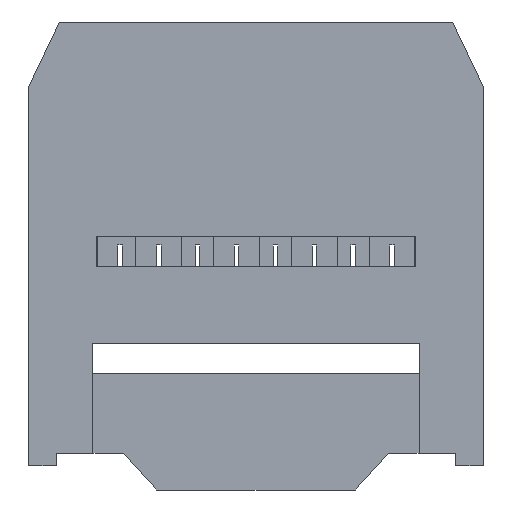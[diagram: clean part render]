
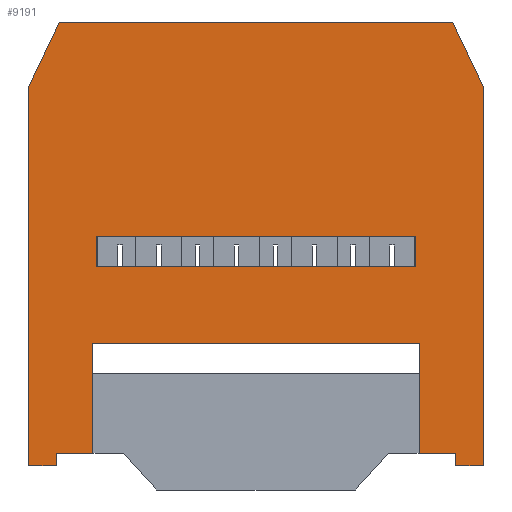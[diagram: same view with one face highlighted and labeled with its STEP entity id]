
A CAD part, front view. The second image highlights one B-rep face of the part: STEP entity #9191.
In plain terms, the highlighted planar face has unit normal (0, -1, 0).
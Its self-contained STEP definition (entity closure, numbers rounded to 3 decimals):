
#1861=DIRECTION('',(0.,0.,-1.));
#1862=VECTOR('',#1861,3.6);
#1863=CARTESIAN_POINT('',(-21.34,-3.,-3.5));
#1864=LINE('',#1863,#1862);
#1865=DIRECTION('',(1.,0.,0.));
#1866=VECTOR('',#1865,10.66);
#1867=CARTESIAN_POINT('',(-32.,-3.,-3.5));
#1868=LINE('',#1867,#1866);
#1869=DIRECTION('',(0.,0.,1.));
#1870=VECTOR('',#1869,3.6);
#1871=CARTESIAN_POINT('',(-32.,-3.,-7.1));
#1872=LINE('',#1871,#1870);
#1873=DIRECTION('',(-0.43,0.,-0.903));
#1874=VECTOR('',#1873,2.326);
#1875=CARTESIAN_POINT('',(-33.1,-3.,7.));
#1876=LINE('',#1875,#1874);
#1877=DIRECTION('',(-0.43,0.,0.903));
#1878=VECTOR('',#1877,2.326);
#1879=CARTESIAN_POINT('',(-19.24,-3.,4.9));
#1880=LINE('',#1879,#1878);
#1881=DIRECTION('',(1.,0.,0.));
#1882=VECTOR('',#1881,10.46);
#1883=CARTESIAN_POINT('',(-31.9,-3.,0.));
#1884=LINE('',#1883,#1882);
#1885=DIRECTION('',(-1.,0.,0.));
#1886=VECTOR('',#1885,10.46);
#1887=CARTESIAN_POINT('',(-21.44,-3.,-1.));
#1888=LINE('',#1887,#1886);
#1893=DIRECTION('',(0.,0.,1.));
#1894=VECTOR('',#1893,12.4);
#1895=CARTESIAN_POINT('',(-19.24,-3.,-7.5));
#1896=LINE('',#1895,#1894);
#1901=DIRECTION('',(-1.,0.,0.));
#1902=VECTOR('',#1901,0.9);
#1903=CARTESIAN_POINT('',(-19.24,-3.,-7.5));
#1904=LINE('',#1903,#1902);
#1913=DIRECTION('',(0.,0.,1.));
#1914=VECTOR('',#1913,0.4);
#1915=CARTESIAN_POINT('',(-20.14,-3.,-7.5));
#1916=LINE('',#1915,#1914);
#1929=DIRECTION('',(-1.,0.,0.));
#1930=VECTOR('',#1929,1.2);
#1931=CARTESIAN_POINT('',(-20.14,-3.,-7.1));
#1932=LINE('',#1931,#1930);
#1977=DIRECTION('',(-1.,0.,0.));
#1978=VECTOR('',#1977,1.2);
#1979=CARTESIAN_POINT('',(-32.,-3.,-7.1));
#1980=LINE('',#1979,#1978);
#2049=DIRECTION('',(0.,0.,-1.));
#2050=VECTOR('',#2049,0.4);
#2051=CARTESIAN_POINT('',(-33.2,-3.,-7.1));
#2052=LINE('',#2051,#2050);
#2061=DIRECTION('',(-1.,0.,0.));
#2062=VECTOR('',#2061,0.9);
#2063=CARTESIAN_POINT('',(-33.2,-3.,-7.5));
#2064=LINE('',#2063,#2062);
#2069=DIRECTION('',(0.,0.,1.));
#2070=VECTOR('',#2069,12.4);
#2071=CARTESIAN_POINT('',(-34.1,-3.,-7.5));
#2072=LINE('',#2071,#2070);
#2129=DIRECTION('',(1.,0.,0.));
#2130=VECTOR('',#2129,12.86);
#2131=CARTESIAN_POINT('',(-33.1,-3.,7.));
#2132=LINE('',#2131,#2130);
#2177=DIRECTION('',(0.,0.,1.));
#2178=VECTOR('',#2177,1.);
#2179=CARTESIAN_POINT('',(-21.44,-3.,-1.));
#2180=LINE('',#2179,#2178);
#2269=DIRECTION('',(0.,0.,-1.));
#2270=VECTOR('',#2269,1.);
#2271=CARTESIAN_POINT('',(-31.9,-3.,0.));
#2272=LINE('',#2271,#2270);
#4689=CARTESIAN_POINT('',(-21.44,-3.,0.));
#4691=VERTEX_POINT('',#4689);
#4693=CARTESIAN_POINT('',(-31.9,-3.,0.));
#4694=VERTEX_POINT('',#4693);
#4795=CARTESIAN_POINT('',(-21.44,-3.,-1.));
#4796=VERTEX_POINT('',#4795);
#4797=CARTESIAN_POINT('',(-31.9,-3.,-1.));
#4798=VERTEX_POINT('',#4797);
#4961=CARTESIAN_POINT('',(-32.,-3.,-3.5));
#4962=VERTEX_POINT('',#4961);
#4963=CARTESIAN_POINT('',(-21.34,-3.,-3.5));
#4964=VERTEX_POINT('',#4963);
#4979=CARTESIAN_POINT('',(-32.,-3.,-7.1));
#4980=VERTEX_POINT('',#4979);
#4983=CARTESIAN_POINT('',(-21.34,-3.,-7.1));
#4984=VERTEX_POINT('',#4983);
#5569=CARTESIAN_POINT('',(-19.24,-3.,-7.5));
#5570=CARTESIAN_POINT('',(-19.24,-3.,4.9));
#5571=VERTEX_POINT('',#5569);
#5572=VERTEX_POINT('',#5570);
#5573=CARTESIAN_POINT('',(-20.14,-3.,-7.5));
#5574=VERTEX_POINT('',#5573);
#5575=CARTESIAN_POINT('',(-20.14,-3.,-7.1));
#5576=VERTEX_POINT('',#5575);
#5577=CARTESIAN_POINT('',(-33.2,-3.,-7.1));
#5578=VERTEX_POINT('',#5577);
#5579=CARTESIAN_POINT('',(-33.2,-3.,-7.5));
#5580=VERTEX_POINT('',#5579);
#5581=CARTESIAN_POINT('',(-34.1,-3.,-7.5));
#5582=VERTEX_POINT('',#5581);
#5583=CARTESIAN_POINT('',(-34.1,-3.,4.9));
#5584=VERTEX_POINT('',#5583);
#5585=CARTESIAN_POINT('',(-33.1,-3.,7.));
#5586=VERTEX_POINT('',#5585);
#5587=CARTESIAN_POINT('',(-20.24,-3.,7.));
#5588=VERTEX_POINT('',#5587);
#9150=CARTESIAN_POINT('',(-26.67,-3.,-0.25));
#9151=DIRECTION('',(0.,1.,0.));
#9152=DIRECTION('',(1.,0.,0.));
#9153=AXIS2_PLACEMENT_3D('',#9150,#9151,#9152);
#9154=PLANE('',#9153);
#9156=ORIENTED_EDGE('',*,*,#9155,.F.);
#9158=ORIENTED_EDGE('',*,*,#9157,.T.);
#9160=ORIENTED_EDGE('',*,*,#9159,.T.);
#9162=ORIENTED_EDGE('',*,*,#9161,.T.);
#9163=ORIENTED_EDGE('',*,*,#6594,.F.);
#9164=ORIENTED_EDGE('',*,*,#6562,.F.);
#9165=ORIENTED_EDGE('',*,*,#6549,.F.);
#9167=ORIENTED_EDGE('',*,*,#9166,.T.);
#9169=ORIENTED_EDGE('',*,*,#9168,.T.);
#9171=ORIENTED_EDGE('',*,*,#9170,.T.);
#9173=ORIENTED_EDGE('',*,*,#9172,.T.);
#9175=ORIENTED_EDGE('',*,*,#9174,.F.);
#9177=ORIENTED_EDGE('',*,*,#9176,.T.);
#9179=ORIENTED_EDGE('',*,*,#9178,.F.);
#9180=EDGE_LOOP('',(#9156,#9158,#9160,#9162,#9163,#9164,#9165,#9167,#9169,#9171,
#9173,#9175,#9177,#9179));
#9181=FACE_OUTER_BOUND('',#9180,.F.);
#9183=ORIENTED_EDGE('',*,*,#9182,.F.);
#9185=ORIENTED_EDGE('',*,*,#9184,.T.);
#9186=ORIENTED_EDGE('',*,*,#6273,.F.);
#9188=ORIENTED_EDGE('',*,*,#9187,.T.);
#9189=EDGE_LOOP('',(#9183,#9185,#9186,#9188));
#9190=FACE_BOUND('',#9189,.F.);
#9191=ADVANCED_FACE('',(#9181,#9190),#9154,.F.);
#6273=EDGE_CURVE('',#4796,#4798,#1888,.T.);
#6549=EDGE_CURVE('',#4980,#4962,#1872,.T.);
#6562=EDGE_CURVE('',#4962,#4964,#1868,.T.);
#6594=EDGE_CURVE('',#4964,#4984,#1864,.T.);
#9155=EDGE_CURVE('',#5571,#5572,#1896,.T.);
#9157=EDGE_CURVE('',#5571,#5574,#1904,.T.);
#9159=EDGE_CURVE('',#5574,#5576,#1916,.T.);
#9161=EDGE_CURVE('',#5576,#4984,#1932,.T.);
#9166=EDGE_CURVE('',#4980,#5578,#1980,.T.);
#9168=EDGE_CURVE('',#5578,#5580,#2052,.T.);
#9170=EDGE_CURVE('',#5580,#5582,#2064,.T.);
#9172=EDGE_CURVE('',#5582,#5584,#2072,.T.);
#9174=EDGE_CURVE('',#5586,#5584,#1876,.T.);
#9176=EDGE_CURVE('',#5586,#5588,#2132,.T.);
#9178=EDGE_CURVE('',#5572,#5588,#1880,.T.);
#9182=EDGE_CURVE('',#4694,#4691,#1884,.T.);
#9184=EDGE_CURVE('',#4694,#4798,#2272,.T.);
#9187=EDGE_CURVE('',#4796,#4691,#2180,.T.);
